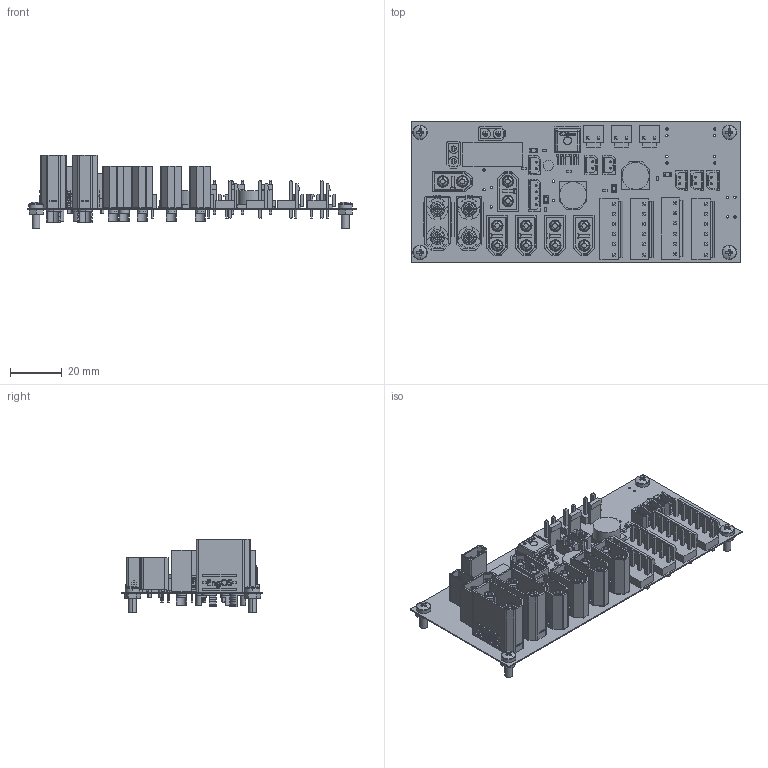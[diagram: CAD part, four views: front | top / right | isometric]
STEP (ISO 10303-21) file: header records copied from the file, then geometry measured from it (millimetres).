
FILE_DESCRIPTION(('Open CASCADE Model'),'2;1');
FILE_NAME('Open CASCADE Shape Model','2018-02-24T14:36:29',('Author'),( 'Open CASCADE'),'Open CASCADE STEP processor 6.8','Open CASCADE 6.8' ,'Unknown');
FILE_SCHEMA(('AUTOMOTIVE_DESIGN { 1 0 10303 214 1 1 1 1 }'));
Length unit declared in the file: millimetre
Products named in the file (69): PCB; Board; P?; xt90_male_asm_RGB49087; XT90_MALE; XT90_MALE_PIN; C3; 1104897880; Extruded; P21; 022035025; Open CASCADE STEP translator 6.8 1.4.1.1; Open CASCADE STEP translator 6.8 1.4.1.2; P20; P19; P17; P16; P11; XT30(2); XT30_Stecker; C2; 1104898560; 1104752368; Cylinder; C1; 1104898288; 1104752240; P4; XT60_Stecker; P5; P1; P3; P8; P12; P10; P15; R3; 1104898016; R4; U1 ...
Assembly tree (99 placements, depth 4):
  PCB
    Board
    P?
      xt90_male_asm_RGB49087
        XT90_MALE
        XT90_MALE_PIN  x2
    C3
      1104897880
        Extruded
    P21
      022035025
        Open CASCADE STEP translator 6.8 1.4.1.1
        Open CASCADE STEP translator 6.8 1.4.1.2
    P20
      022035025
        Open CASCADE STEP translator 6.8 1.4.1.1
        Open CASCADE STEP translator 6.8 1.4.1.2
    P19
      022035025
        Open CASCADE STEP translator 6.8 1.4.1.1
        Open CASCADE STEP translator 6.8 1.4.1.2
    P17
      022035025
        Open CASCADE STEP translator 6.8 1.4.1.1
        Open CASCADE STEP translator 6.8 1.4.1.2
    P16
      022035025
        Open CASCADE STEP translator 6.8 1.4.1.1
        Open CASCADE STEP translator 6.8 1.4.1.2
    P11
      XT30(2)
        XT30_Stecker
    C2
      1104898560
        Extruded
      1104752368
        Cylinder
    C1
      1104898288
        Extruded
      1104752240
        Cylinder
    P4
      XT60_Stecker
    P5
      XT60_Stecker
    P1
      XT60_Stecker
    P3
      xt90_male_asm_RGB49087
        XT90_MALE
        XT90_MALE_PIN  x2
    P8
      XT60_Stecker
    P12
      XT60_Stecker
    P10
      XT30(2)
        XT30_Stecker
    P15
Bounding box: 127.99 x 54.41 x 28.52 mm (x, y, z)
Volume: 22095.3 mm3; surface area: 49568.9 mm2
Topology: 146 solids, 146 shells, 6345 faces, 16471 edges, 10762 vertices
Faces by surface type: plane 3916, cylinder 1103, bspline 814, extrusion 194, torus 146, cone 96, sphere 60, revolution 16
Full cylindrical faces by diameter (mm): 0.762 x2, 0.9 x18, 1.016 x16, 1.5 x2, 1.778 x30, 2.8 x4, 3 x4, 3.5 x12, 4 x24, 4.5 x12, 4.699 x12, 5.588 x4, 6 x12, 10.5 x2
Entity records: 74422 total; most frequent: CARTESIAN_POINT 20004, ORIENTED_EDGE 11008, DIRECTION 9643, EDGE_CURVE 5504, VERTEX_POINT 3573, VECTOR 3533, LINE 3436, AXIS2_PLACEMENT_3D 3051
